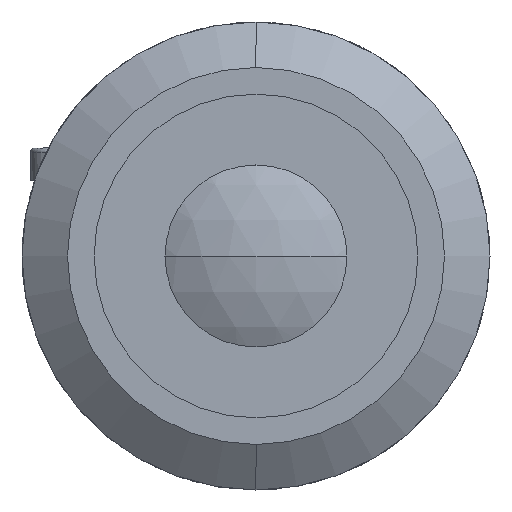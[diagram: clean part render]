
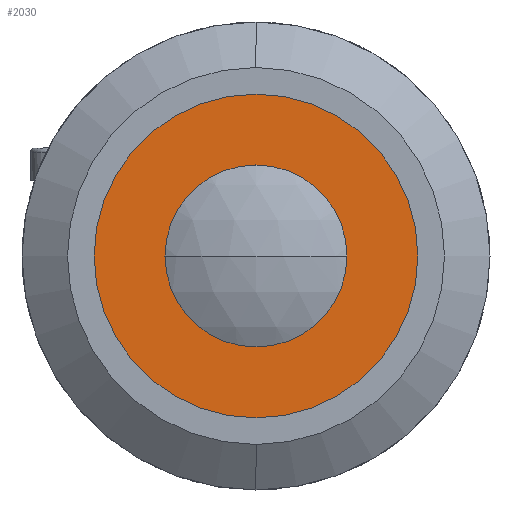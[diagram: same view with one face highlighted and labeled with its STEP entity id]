
A CAD part, left-side view. The second image highlights one B-rep face of the part: STEP entity #2030.
In plain terms, the highlighted planar face has unit normal (-1, 0, 0).
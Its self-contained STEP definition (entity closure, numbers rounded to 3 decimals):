
#13 = DIRECTION ( 'NONE',  ( 0., 0., 1. ) ) ;
#15 = EDGE_LOOP ( 'NONE', ( #190, #204 ) ) ;
#66 = ORIENTED_EDGE ( 'NONE', *, *, #1400, .F. ) ;
#97 = VERTEX_POINT ( 'NONE', #580 ) ;
#123 = ORIENTED_EDGE ( 'NONE', *, *, #1060, .F. ) ;
#188 = PLANE ( 'NONE',  #1209 ) ;
#190 = ORIENTED_EDGE ( 'NONE', *, *, #1288, .T. ) ;
#197 = AXIS2_PLACEMENT_3D ( 'NONE', #1443, #3295, #1716 ) ;
#204 = ORIENTED_EDGE ( 'NONE', *, *, #1143, .T. ) ;
#242 = AXIS2_PLACEMENT_3D ( 'NONE', #2759, #1133, #3029 ) ;
#450 = CARTESIAN_POINT ( 'NONE',  ( 3.8, 0., 7. ) ) ;
#481 = FACE_OUTER_BOUND ( 'NONE', #15, .T. ) ;
#518 = EDGE_LOOP ( 'NONE', ( #66, #123 ) ) ;
#528 = FACE_BOUND ( 'NONE', #518, .T. ) ;
#580 = CARTESIAN_POINT ( 'NONE',  ( 3.8, 0., -13. ) ) ;
#645 = DIRECTION ( 'NONE',  ( -1., 0., 0. ) ) ;
#810 = VERTEX_POINT ( 'NONE', #2680 ) ;
#920 = CIRCLE ( 'NONE', #197, 13. ) ;
#1044 = DIRECTION ( 'NONE',  ( 0., 0., -1. ) ) ;
#1060 = EDGE_CURVE ( 'NONE', #2371, #1928, #1640, .T. ) ;
#1133 = DIRECTION ( 'NONE',  ( -1., 0., 0. ) ) ;
#1143 = EDGE_CURVE ( 'NONE', #97, #810, #920, .T. ) ;
#1209 = AXIS2_PLACEMENT_3D ( 'NONE', #1304, #2675, #1044 ) ;
#1288 = EDGE_CURVE ( 'NONE', #810, #97, #2566, .T. ) ;
#1304 = CARTESIAN_POINT ( 'NONE',  ( 3.8, 13., 0. ) ) ;
#1400 = EDGE_CURVE ( 'NONE', #1928, #2371, #2874, .T. ) ;
#1443 = CARTESIAN_POINT ( 'NONE',  ( 3.8, 0., 0. ) ) ;
#1640 = CIRCLE ( 'NONE', #242, 7. ) ;
#1673 = DIRECTION ( 'NONE',  ( -1., 0., 0. ) ) ;
#1716 = DIRECTION ( 'NONE',  ( 0., 0., 1. ) ) ;
#1928 = VERTEX_POINT ( 'NONE', #450 ) ;
#2030 = ADVANCED_FACE ( 'NONE', ( #528, #481 ), #188, .F. ) ;
#2251 = CARTESIAN_POINT ( 'NONE',  ( 3.8, 0., 0. ) ) ;
#2311 = CARTESIAN_POINT ( 'NONE',  ( 3.8, 0., -7. ) ) ;
#2371 = VERTEX_POINT ( 'NONE', #2311 ) ;
#2524 = DIRECTION ( 'NONE',  ( 0., 0., 1. ) ) ;
#2566 = CIRCLE ( 'NONE', #3169, 13. ) ;
#2675 = DIRECTION ( 'NONE',  ( 1., 0., 0. ) ) ;
#2680 = CARTESIAN_POINT ( 'NONE',  ( 3.8, 0., 13. ) ) ;
#2759 = CARTESIAN_POINT ( 'NONE',  ( 3.8, 0., 0. ) ) ;
#2874 = CIRCLE ( 'NONE', #2921, 7. ) ;
#2921 = AXIS2_PLACEMENT_3D ( 'NONE', #2251, #645, #2524 ) ;
#3029 = DIRECTION ( 'NONE',  ( 0., 0., 1. ) ) ;
#3169 = AXIS2_PLACEMENT_3D ( 'NONE', #3255, #1673, #13 ) ;
#3255 = CARTESIAN_POINT ( 'NONE',  ( 3.8, 0., 0. ) ) ;
#3295 = DIRECTION ( 'NONE',  ( -1., 0., 0. ) ) ;
